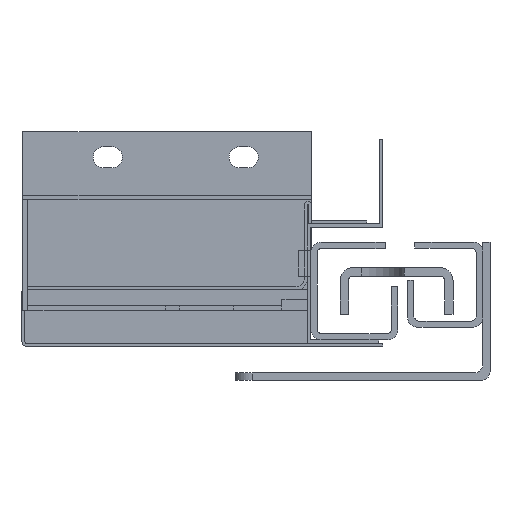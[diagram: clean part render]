
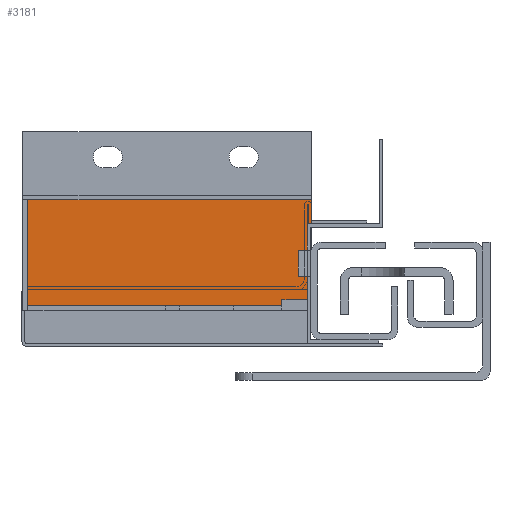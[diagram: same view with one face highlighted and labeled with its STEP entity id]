
A CAD part, left-side view. The second image highlights one B-rep face of the part: STEP entity #3181.
In plain terms, the highlighted face is planar.
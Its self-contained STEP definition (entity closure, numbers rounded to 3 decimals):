
#319 = CARTESIAN_POINT ( 'NONE',  ( 41., -68., 19. ) ) ;
#730 = VERTEX_POINT ( 'NONE', #2387 ) ;
#876 = EDGE_CURVE ( 'NONE', #6400, #5284, #9023, .T. ) ;
#885 = PLANE ( 'NONE',  #8870 ) ;
#1017 = VERTEX_POINT ( 'NONE', #8470 ) ;
#1035 = CARTESIAN_POINT ( 'NONE',  ( 41., -1., 19. ) ) ;
#1830 = CARTESIAN_POINT ( 'NONE',  ( 41., -1., 19. ) ) ;
#2150 = ORIENTED_EDGE ( 'NONE', *, *, #3106, .T. ) ;
#2328 = DIRECTION ( 'NONE',  ( 0., 0., 1. ) ) ;
#2372 = DIRECTION ( 'NONE',  ( -1., 0., 0. ) ) ;
#2387 = CARTESIAN_POINT ( 'NONE',  ( 39.5, -68., 19. ) ) ;
#2448 = VECTOR ( 'NONE', #8786, 1000. ) ;
#2550 = DIRECTION ( 'NONE',  ( 1., 0., 0. ) ) ;
#2590 = LINE ( 'NONE', #8401, #8590 ) ;
#2795 = VECTOR ( 'NONE', #2372, 1000. ) ;
#2824 = CARTESIAN_POINT ( 'NONE',  ( 16., -68., 19. ) ) ;
#3027 = CARTESIAN_POINT ( 'NONE',  ( 16., -1., 19. ) ) ;
#3106 = EDGE_CURVE ( 'NONE', #6472, #6400, #8135, .T. ) ;
#3107 = EDGE_CURVE ( 'NONE', #730, #1017, #5228, .T. ) ;
#3127 = CARTESIAN_POINT ( 'NONE',  ( 39.5, 0., 19. ) ) ;
#3181 = ADVANCED_FACE ( 'NONE', ( #4423 ), #885, .F. ) ;
#3230 = ORIENTED_EDGE ( 'NONE', *, *, #8195, .T. ) ;
#3332 = CARTESIAN_POINT ( 'NONE',  ( 41., -61., 19. ) ) ;
#3503 = VECTOR ( 'NONE', #4909, 1000. ) ;
#3777 = DIRECTION ( 'NONE',  ( 1., 0., 0. ) ) ;
#4423 = FACE_OUTER_BOUND ( 'NONE', #8610, .T. ) ;
#4828 = EDGE_CURVE ( 'NONE', #1017, #5284, #2590, .T. ) ;
#4909 = DIRECTION ( 'NONE',  ( 0., 1., 0. ) ) ;
#5181 = DIRECTION ( 'NONE',  ( 1., 0., 0. ) ) ;
#5222 = ORIENTED_EDGE ( 'NONE', *, *, #3107, .F. ) ;
#5228 = LINE ( 'NONE', #3127, #2448 ) ;
#5284 = VERTEX_POINT ( 'NONE', #3332 ) ;
#5734 = ORIENTED_EDGE ( 'NONE', *, *, #6176, .T. ) ;
#5869 = CARTESIAN_POINT ( 'NONE',  ( 0., 0., 19. ) ) ;
#6038 = VERTEX_POINT ( 'NONE', #2824 ) ;
#6176 = EDGE_CURVE ( 'NONE', #6038, #6472, #6262, .T. ) ;
#6262 = LINE ( 'NONE', #8429, #3503 ) ;
#6400 = VERTEX_POINT ( 'NONE', #1035 ) ;
#6460 = VECTOR ( 'NONE', #3777, 1000. ) ;
#6472 = VERTEX_POINT ( 'NONE', #3027 ) ;
#6613 = CARTESIAN_POINT ( 'NONE',  ( 41., -1., 19. ) ) ;
#7209 = ORIENTED_EDGE ( 'NONE', *, *, #876, .T. ) ;
#7555 = VECTOR ( 'NONE', #8889, 1000. ) ;
#8135 = LINE ( 'NONE', #6613, #6460 ) ;
#8195 = EDGE_CURVE ( 'NONE', #730, #6038, #8921, .T. ) ;
#8401 = CARTESIAN_POINT ( 'NONE',  ( 0., -61., 19. ) ) ;
#8429 = CARTESIAN_POINT ( 'NONE',  ( 16., -1., 19. ) ) ;
#8470 = CARTESIAN_POINT ( 'NONE',  ( 39.5, -61., 19. ) ) ;
#8589 = ORIENTED_EDGE ( 'NONE', *, *, #4828, .F. ) ;
#8590 = VECTOR ( 'NONE', #2550, 1000. ) ;
#8610 = EDGE_LOOP ( 'NONE', ( #8589, #5222, #3230, #5734, #2150, #7209 ) ) ;
#8786 = DIRECTION ( 'NONE',  ( 0., 1., 0. ) ) ;
#8870 = AXIS2_PLACEMENT_3D ( 'NONE', #5869, #2328, #5181 ) ;
#8889 = DIRECTION ( 'NONE',  ( 0., -1., 0. ) ) ;
#8921 = LINE ( 'NONE', #319, #2795 ) ;
#9023 = LINE ( 'NONE', #1830, #7555 ) ;
